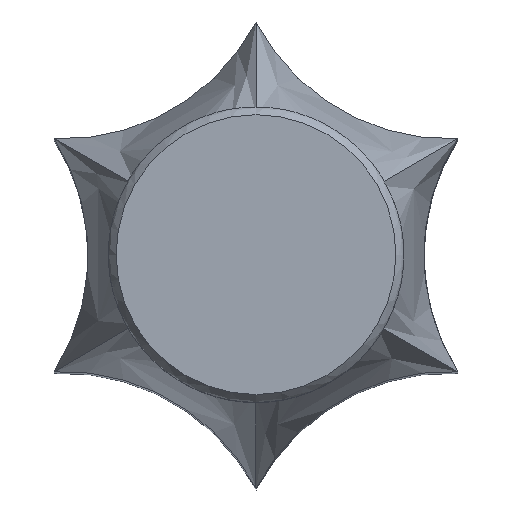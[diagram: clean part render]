
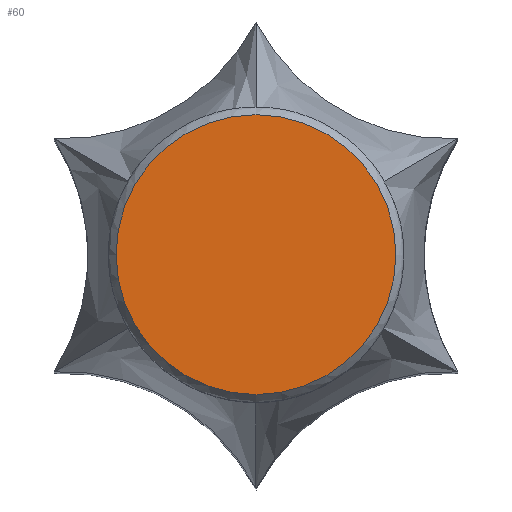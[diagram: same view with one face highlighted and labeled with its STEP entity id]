
A CAD part, top view. The second image highlights one B-rep face of the part: STEP entity #60.
In plain terms, the highlighted planar face has unit normal (0, 0, 1).
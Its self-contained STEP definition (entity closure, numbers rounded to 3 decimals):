
#44=CARTESIAN_POINT('',(0.,0.,55.397));
#45=DIRECTION('',(0.,0.,1.));
#46=DIRECTION('',(1.,0.,0.));
#47=AXIS2_PLACEMENT_3D('',#44,#45,#46);
#48=PLANE('',#47);
#49=CARTESIAN_POINT('',(9.,0.,55.397));
#50=VERTEX_POINT('',#49);
#51=CARTESIAN_POINT('',(0.,0.,55.397));
#52=DIRECTION('',(0.,0.,1.));
#53=DIRECTION('',(1.,0.,-0.));
#54=AXIS2_PLACEMENT_3D('',#51,#52,#53);
#55=CIRCLE('',#54,9.);
#56=EDGE_CURVE('',#50,#50,#55,.T.);
#57=ORIENTED_EDGE('',*,*,#56,.T.);
#58=EDGE_LOOP('',(#57));
#59=FACE_BOUND('',#58,.T.);
#60=ADVANCED_FACE('',(#59),#48,.T.);
